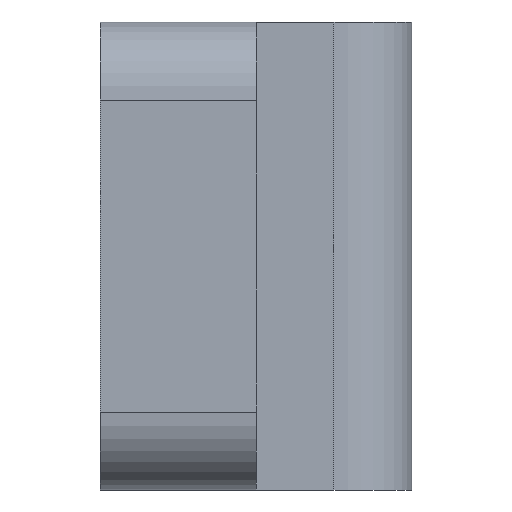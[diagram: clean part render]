
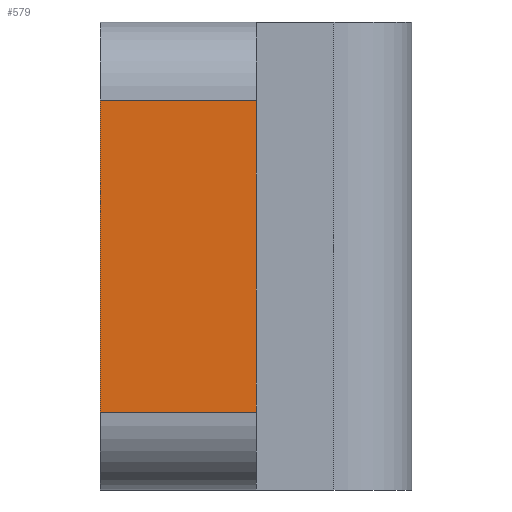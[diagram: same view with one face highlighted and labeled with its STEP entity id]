
A CAD part, left-side view. The second image highlights one B-rep face of the part: STEP entity #579.
In plain terms, the highlighted planar face has unit normal (-1, 0, 0).
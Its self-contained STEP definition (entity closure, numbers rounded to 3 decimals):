
#87=FACE_OUTER_BOUND('',#122,.T.);
#122=EDGE_LOOP('',(#528,#529,#530,#531));
#137=LINE('',#860,#194);
#167=LINE('',#951,#224);
#171=LINE('',#962,#228);
#175=LINE('',#970,#232);
#194=VECTOR('',#687,10.);
#224=VECTOR('',#783,10.);
#228=VECTOR('',#793,10.);
#232=VECTOR('',#801,10.);
#251=VERTEX_POINT('',#857);
#252=VERTEX_POINT('',#859);
#279=VERTEX_POINT('',#947);
#284=VERTEX_POINT('',#961);
#308=EDGE_CURVE('',#251,#252,#137,.T.);
#354=EDGE_CURVE('',#252,#279,#167,.T.);
#359=EDGE_CURVE('',#284,#279,#171,.T.);
#364=EDGE_CURVE('',#284,#251,#175,.T.);
#528=ORIENTED_EDGE('',*,*,#354,.F.);
#529=ORIENTED_EDGE('',*,*,#308,.F.);
#530=ORIENTED_EDGE('',*,*,#364,.F.);
#531=ORIENTED_EDGE('',*,*,#359,.T.);
#548=PLANE('',#648);
#579=ADVANCED_FACE('',(#87),#548,.T.);
#648=AXIS2_PLACEMENT_3D('',#982,#816,#817);
#687=DIRECTION('',(0.,0.,1.));
#783=DIRECTION('',(0.,-1.,0.));
#793=DIRECTION('',(0.,0.,1.));
#801=DIRECTION('',(0.,1.,0.));
#816=DIRECTION('center_axis',(-1.,0.,0.));
#817=DIRECTION('ref_axis',(0.,-1.,0.));
#857=CARTESIAN_POINT('',(-9.,12.,45.2));
#859=CARTESIAN_POINT('',(-9.,12.,49.2));
#860=CARTESIAN_POINT('',(-9.,12.,44.2));
#947=CARTESIAN_POINT('',(-9.,10.,49.2));
#951=CARTESIAN_POINT('',(-9.,11.45,49.2));
#961=CARTESIAN_POINT('',(-9.,10.,45.2));
#962=CARTESIAN_POINT('',(-9.,10.,44.2));
#970=CARTESIAN_POINT('',(-9.,11.45,45.2));
#982=CARTESIAN_POINT('Origin',(-9.,12.,44.2));
